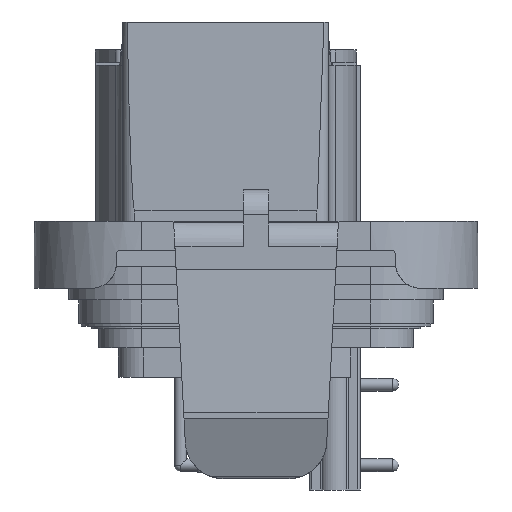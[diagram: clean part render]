
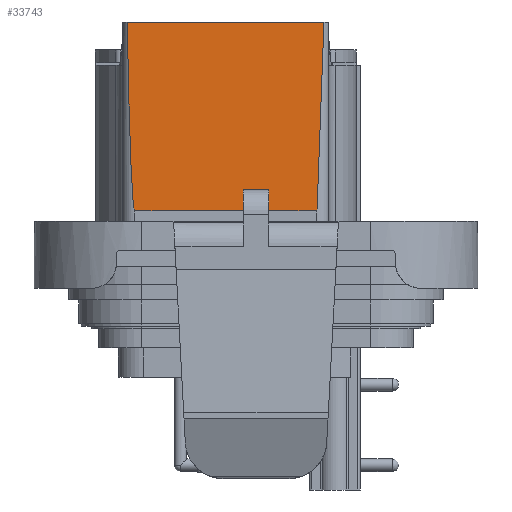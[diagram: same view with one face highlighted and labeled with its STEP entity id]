
A CAD part, left-side view. The second image highlights one B-rep face of the part: STEP entity #33743.
In plain terms, the highlighted planar face has unit normal (-1, 0, 0.014).
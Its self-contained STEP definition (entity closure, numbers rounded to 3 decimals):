
#1106=ELLIPSE('',#35813,71.622,1.);
#1107=ELLIPSE('',#35815,71.622,1.);
#5221=ORIENTED_EDGE('',*,*,#10817,.F.);
#5222=ORIENTED_EDGE('',*,*,#8695,.T.);
#5223=ORIENTED_EDGE('',*,*,#10829,.F.);
#5224=ORIENTED_EDGE('',*,*,#8701,.F.);
#5225=ORIENTED_EDGE('',*,*,#8746,.F.);
#5226=ORIENTED_EDGE('',*,*,#10820,.F.);
#5227=ORIENTED_EDGE('',*,*,#9642,.F.);
#5228=ORIENTED_EDGE('',*,*,#10819,.F.);
#8695=EDGE_CURVE('',#12156,#12155,#14496,.T.);
#8701=EDGE_CURVE('',#12160,#12158,#14501,.T.);
#8746=EDGE_CURVE('',#12202,#12160,#14532,.T.);
#9642=EDGE_CURVE('',#12972,#12973,#15211,.T.);
#10817=EDGE_CURVE('',#12156,#13765,#15922,.T.);
#10819=EDGE_CURVE('',#13765,#12972,#1106,.T.);
#10820=EDGE_CURVE('',#12973,#12202,#1107,.T.);
#10829=EDGE_CURVE('',#12158,#12155,#15930,.T.);
#12155=VERTEX_POINT('',#44351);
#12156=VERTEX_POINT('',#44353);
#12158=VERTEX_POINT('',#44358);
#12160=VERTEX_POINT('',#44363);
#12202=VERTEX_POINT('',#44454);
#12972=VERTEX_POINT('',#46242);
#12973=VERTEX_POINT('',#46244);
#13765=VERTEX_POINT('',#48732);
#14496=LINE('',#44352,#16946);
#14501=LINE('',#44364,#16951);
#14532=LINE('',#44453,#16982);
#15211=LINE('',#46243,#17661);
#15922=LINE('',#48731,#18372);
#15930=LINE('',#48755,#18380);
#16946=VECTOR('',#37060,1000.);
#16951=VECTOR('',#37069,1000.);
#16982=VECTOR('',#37134,1000.);
#17661=VECTOR('',#38493,1000.);
#18372=VECTOR('',#41030,1000.);
#18380=VECTOR('',#41060,1000.);
#20167=EDGE_LOOP('',(#5221,#5222,#5223,#5224,#5225,#5226,#5227,#5228));
#21883=FACE_BOUND('',#20167,.T.);
#23049=PLANE('',#35822);
#33743=ADVANCED_FACE('',(#21883),#23049,.F.);
#35813=AXIS2_PLACEMENT_3D('',#48735,#41034,#41035);
#35815=AXIS2_PLACEMENT_3D('',#48737,#41038,#41039);
#35822=AXIS2_PLACEMENT_3D('',#48754,#41058,#41059);
#37060=DIRECTION('',(0.014,0.,1.));
#37069=DIRECTION('',(0.014,0.,1.));
#37134=DIRECTION('',(0.,1.,0.));
#38493=DIRECTION('',(0.,-1.,0.));
#41030=DIRECTION('',(0.,1.,0.));
#41034=DIRECTION('',(1.,0.,-0.014));
#41035=DIRECTION('',(0.014,0.,1.));
#41038=DIRECTION('',(1.,0.,-0.014));
#41039=DIRECTION('',(0.014,0.,1.));
#41058=DIRECTION('',(1.,0.,-0.014));
#41059=DIRECTION('',(-0.014,0.,-1.));
#41060=DIRECTION('',(0.,1.,0.));
#44351=CARTESIAN_POINT('',(2.099,1.,2.5));
#44352=CARTESIAN_POINT('',(2.064,1.,0.));
#44353=CARTESIAN_POINT('',(2.075,1.,0.8));
#44358=CARTESIAN_POINT('',(2.099,-1.,2.5));
#44363=CARTESIAN_POINT('',(2.075,-1.,0.8));
#44364=CARTESIAN_POINT('',(2.064,-1.,0.));
#44453=CARTESIAN_POINT('',(2.075,13.49,0.8));
#44454=CARTESIAN_POINT('',(2.075,-4.745,0.8));
#46242=CARTESIAN_POINT('',(2.283,10.156,15.7));
#46243=CARTESIAN_POINT('',(2.283,13.49,15.7));
#46244=CARTESIAN_POINT('',(2.283,-5.356,15.7));
#48731=CARTESIAN_POINT('',(2.075,13.49,0.8));
#48732=CARTESIAN_POINT('',(2.075,9.545,0.8));
#48735=CARTESIAN_POINT('',(3.075,9.545,72.415));
#48737=CARTESIAN_POINT('',(3.075,-4.745,72.415));
#48754=CARTESIAN_POINT('',(2.064,13.49,0.));
#48755=CARTESIAN_POINT('',(2.099,13.49,2.5));
